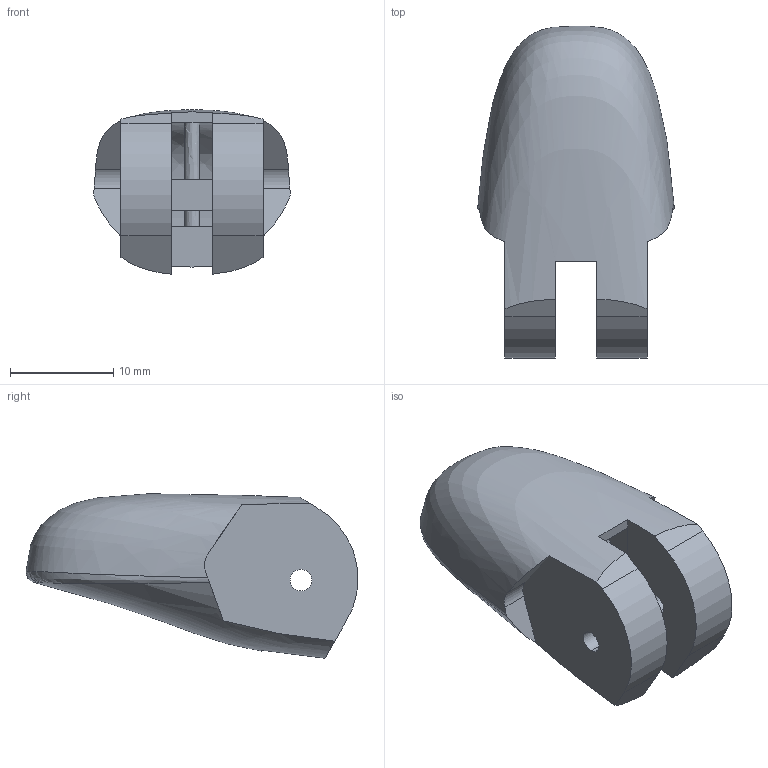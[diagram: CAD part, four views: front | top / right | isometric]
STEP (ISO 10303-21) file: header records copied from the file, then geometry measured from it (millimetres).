
FILE_DESCRIPTION (( 'STEP AP203' ), '1' );
FILE_NAME ('BionicFingerTip7b_Default_sldprt.STEP', '2018-03-28T02:35:02', ( '' ), ( '' ), 'SwSTEP 2.0', 'SolidWorks 2017', '' );
FILE_SCHEMA (( 'CONFIG_CONTROL_DESIGN' ));
Length unit declared in the file: millimetre
Products named in the file (1): BionicFingerTip7b_Default_sldprt
Bounding box: 19.08 x 32.23 x 15.97 mm (x, y, z)
Volume: 1764.1 mm3; surface area: 3568.4 mm2
Topology: 1 solids, 1 shells, 60 faces, 172 edges, 112 vertices
Faces by surface type: plane 36, cylinder 16, bspline 8
Entity records: 6718 total; most frequent: CARTESIAN_POINT 5161, ORIENTED_EDGE 344, DIRECTION 250, EDGE_CURVE 172, VERTEX_POINT 112, VECTOR 86, LINE 86, AXIS2_PLACEMENT_3D 82
